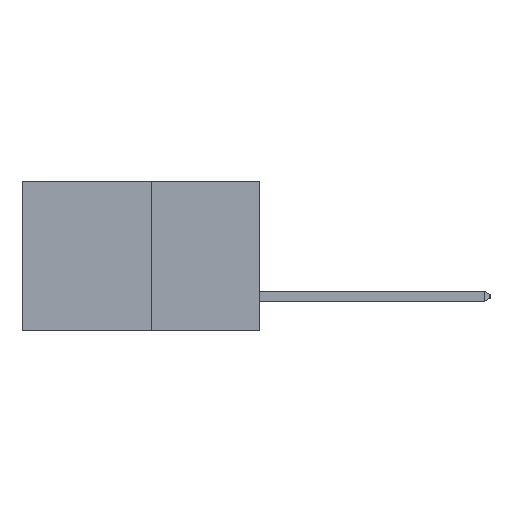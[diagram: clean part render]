
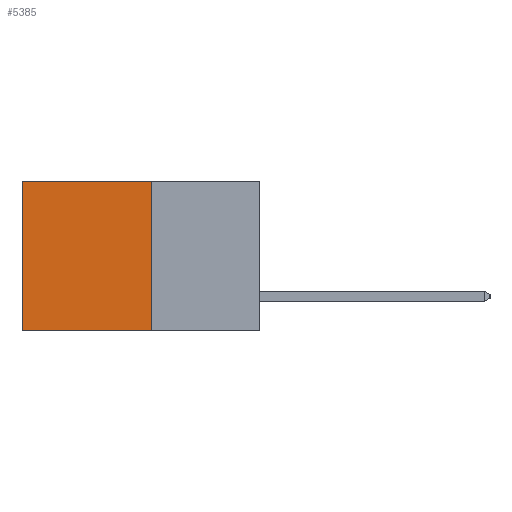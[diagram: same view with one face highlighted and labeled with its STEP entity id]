
A CAD part, left-side view. The second image highlights one B-rep face of the part: STEP entity #5385.
In plain terms, the highlighted planar face has unit normal (-1, 0, 0).
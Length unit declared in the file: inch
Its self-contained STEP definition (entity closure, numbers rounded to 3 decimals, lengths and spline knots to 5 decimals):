
#187 = AXIS2_PLACEMENT_3D ( 'NONE', #5964, #5950, #5924 ) ;
#455 = DIRECTION ( 'NONE',  ( 0., 1., 0. ) ) ;
#467 = CARTESIAN_POINT ( 'NONE',  ( 0.277, 0.27, 0. ) ) ;
#540 = VECTOR ( 'NONE', #3321, 39.37008 ) ;
#728 = ORIENTED_EDGE ( 'NONE', *, *, #7264, .T. ) ;
#954 = EDGE_CURVE ( 'NONE', #3311, #2728, #6343, .T. ) ;
#1249 = ORIENTED_EDGE ( 'NONE', *, *, #954, .F. ) ;
#1660 = VECTOR ( 'NONE', #2675, 39.37008 ) ;
#1709 = VECTOR ( 'NONE', #3358, 39.37008 ) ;
#1979 = FACE_OUTER_BOUND ( 'NONE', #3719, .T. ) ;
#1991 = EDGE_CURVE ( 'NONE', #2728, #6282, #7133, .T. ) ;
#2036 = CARTESIAN_POINT ( 'NONE',  ( 0.277, 0.27, -0.37 ) ) ;
#2253 = LINE ( 'NONE', #467, #5282 ) ;
#2500 = CARTESIAN_POINT ( 'NONE',  ( 0.277, 0.59, -0.37 ) ) ;
#2675 = DIRECTION ( 'NONE',  ( 0., 0., -1. ) ) ;
#2728 = VERTEX_POINT ( 'NONE', #7030 ) ;
#2826 = CARTESIAN_POINT ( 'NONE',  ( 0.277, 0.27, -0.37 ) ) ;
#3281 = CARTESIAN_POINT ( 'NONE',  ( 0.277, 0.59, 0. ) ) ;
#3311 = VERTEX_POINT ( 'NONE', #4417 ) ;
#3321 = DIRECTION ( 'NONE',  ( 0., 1., 0. ) ) ;
#3358 = DIRECTION ( 'NONE',  ( 0., 0., -1. ) ) ;
#3719 = EDGE_LOOP ( 'NONE', ( #728, #7256, #1249, #7609 ) ) ;
#3895 = LINE ( 'NONE', #4493, #1660 ) ;
#4417 = CARTESIAN_POINT ( 'NONE',  ( 0.277, 0.27, 0. ) ) ;
#4493 = CARTESIAN_POINT ( 'NONE',  ( 0.277, 0.59, -0.37 ) ) ;
#4611 = VERTEX_POINT ( 'NONE', #3281 ) ;
#5282 = VECTOR ( 'NONE', #455, 39.37008 ) ;
#5385 = ADVANCED_FACE ( 'NONE', ( #1979 ), #6049, .F. ) ;
#5924 = DIRECTION ( 'NONE',  ( 0., 0., -1. ) ) ;
#5950 = DIRECTION ( 'NONE',  ( 1., 0., 0. ) ) ;
#5964 = CARTESIAN_POINT ( 'NONE',  ( 0.277, 0.27, -0.37 ) ) ;
#6049 = PLANE ( 'NONE',  #187 ) ;
#6282 = VERTEX_POINT ( 'NONE', #2500 ) ;
#6343 = LINE ( 'NONE', #2826, #1709 ) ;
#6823 = EDGE_CURVE ( 'NONE', #3311, #4611, #2253, .T. ) ;
#7030 = CARTESIAN_POINT ( 'NONE',  ( 0.277, 0.27, -0.37 ) ) ;
#7133 = LINE ( 'NONE', #2036, #540 ) ;
#7256 = ORIENTED_EDGE ( 'NONE', *, *, #1991, .F. ) ;
#7264 = EDGE_CURVE ( 'NONE', #4611, #6282, #3895, .T. ) ;
#7609 = ORIENTED_EDGE ( 'NONE', *, *, #6823, .T. ) ;
